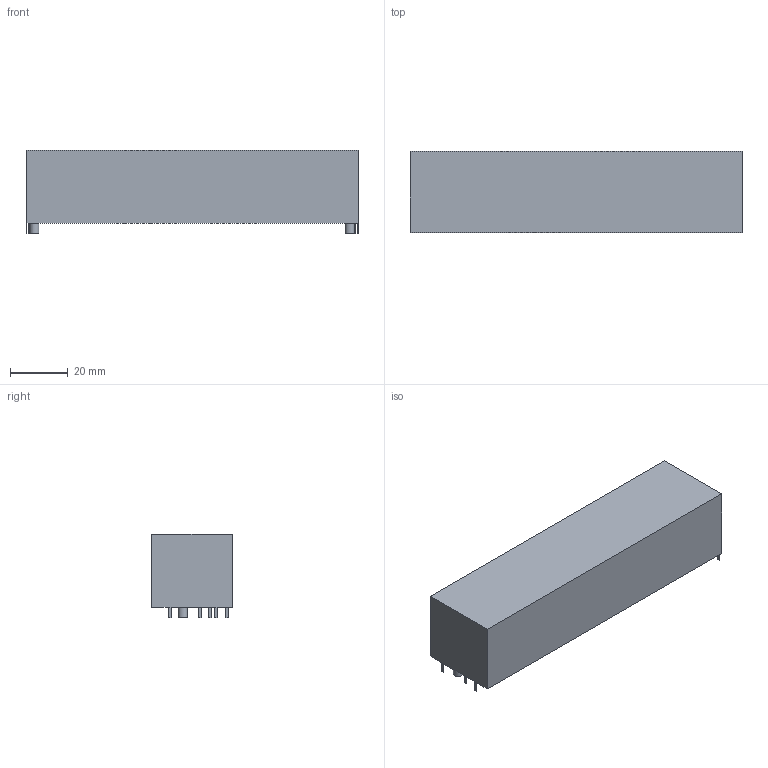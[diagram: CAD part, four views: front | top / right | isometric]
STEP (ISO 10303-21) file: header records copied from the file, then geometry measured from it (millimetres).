
FILE_DESCRIPTION(('FreeCAD Model'),'2;1');
FILE_NAME('Open CASCADE Shape Model','2021-07-10T12:04:29',('Author'),( ''),'Open CASCADE STEP processor 7.4','FreeCAD','Unknown');
FILE_SCHEMA(('AUTOMOTIVE_DESIGN { 1 0 10303 214 1 1 1 1 }'));
Length unit declared in the file: millimetre
Products named in the file (1): Body
Bounding box: 114.94 x 28 x 28.89 mm (x, y, z)
Volume: 60233.7 mm3; surface area: 22487.6 mm2
Topology: 1 solids, 1 shells, 248 faces, 670 edges, 444 vertices
Faces by surface type: plane 246, cylinder 2
Full cylindrical faces by diameter (mm): 3.2 x2
Entity records: 16352 total; most frequent: CARTESIAN_POINT 2715, DIRECTION 2510, LINE 2002, VECTOR 2002, ORIENTED_EDGE 1340, PCURVE 1340, DEFINITIONAL_REPRESENTATION 1340, EDGE_CURVE 670
